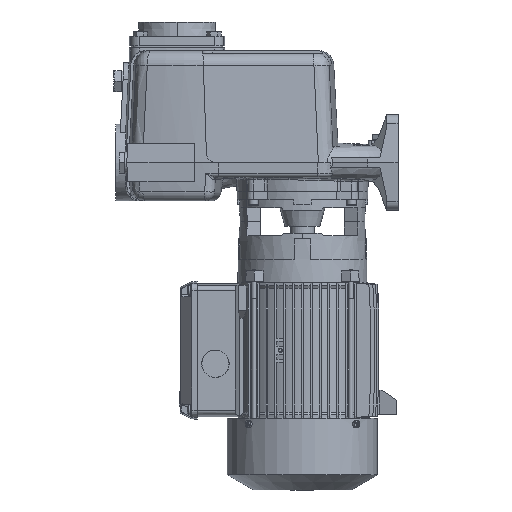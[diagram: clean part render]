
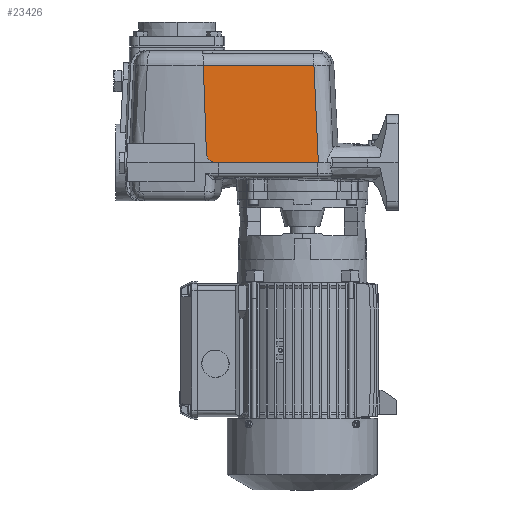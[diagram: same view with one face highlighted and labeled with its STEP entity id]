
A CAD part, left-side view. The second image highlights one B-rep face of the part: STEP entity #23426.
In plain terms, the highlighted planar face has unit normal (-0.999, 0, 0.052).
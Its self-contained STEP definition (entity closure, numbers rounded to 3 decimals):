
#821 = CARTESIAN_POINT ( 'NONE',  ( -92.971, 90.343, 0. ) ) ;
#3116 =( BOUNDED_CURVE ( )  B_SPLINE_CURVE ( 3, ( #100018, #34226, #24956, #821 ),
 .UNSPECIFIED., .F., .F. ) 
 B_SPLINE_CURVE_WITH_KNOTS ( ( 4, 4 ),
 ( 1.606, 3.142 ),
 .UNSPECIFIED. ) 
 CURVE ( )  GEOMETRIC_REPRESENTATION_ITEM ( )  RATIONAL_B_SPLINE_CURVE ( ( 1., 0.813, 0.813, 1. ) ) 
 REPRESENTATION_ITEM ( '' )  );
#8662 = VERTEX_POINT ( 'NONE', #75830 ) ;
#11673 = EDGE_CURVE ( 'NONE', #90660, #34977, #49117, .T. ) ;
#12295 = CARTESIAN_POINT ( 'NONE',  ( -92.971, -16.646, 0. ) ) ;
#12941 = LINE ( 'NONE', #96744, #54194 ) ;
#18619 = EDGE_CURVE ( 'NONE', #34977, #103228, #3116, .T. ) ;
#20317 = CARTESIAN_POINT ( 'NONE',  ( -92.971, -16.646, 0. ) ) ;
#21352 = ORIENTED_EDGE ( 'NONE', *, *, #23488, .T. ) ;
#23126 = ORIENTED_EDGE ( 'NONE', *, *, #56189, .T. ) ;
#23426 = ADVANCED_FACE ( 'NONE', ( #44186 ), #61685, .T. ) ;
#23488 = EDGE_CURVE ( 'NONE', #8662, #90660, #12941, .T. ) ;
#24956 = CARTESIAN_POINT ( 'NONE',  ( -92.971, 96.04, 0. ) ) ;
#26398 = CARTESIAN_POINT ( 'NONE',  ( -87.639, 103.551, 101.683 ) ) ;
#27722 = DIRECTION ( 'NONE',  ( 0., 1., 0. ) ) ;
#28276 = DIRECTION ( 'NONE',  ( -0.999, 0., 0.052 ) ) ;
#29144 = DIRECTION ( 'NONE',  ( 0., -1., 0. ) ) ;
#32559 =( BOUNDED_CURVE ( )  B_SPLINE_CURVE ( 3, ( #12295, #62130, #88441, #71979 ),
 .UNSPECIFIED., .F., .F. ) 
 B_SPLINE_CURVE_WITH_KNOTS ( ( 4, 4 ),
 ( 3.101, 3.101 ),
 .UNSPECIFIED. ) 
 CURVE ( )  GEOMETRIC_REPRESENTATION_ITEM ( )  RATIONAL_B_SPLINE_CURVE ( ( 1., 1., 1., 1. ) ) 
 REPRESENTATION_ITEM ( '' )  );
#33231 = CARTESIAN_POINT ( 'NONE',  ( -92.465, 100.337, 9.651 ) ) ;
#33690 = EDGE_CURVE ( 'NONE', #103228, #50564, #40093, .T. ) ;
#34226 = CARTESIAN_POINT ( 'NONE',  ( -92.763, 100.138, 3.957 ) ) ;
#34977 = VERTEX_POINT ( 'NONE', #33231 ) ;
#40093 = LINE ( 'NONE', #104253, #71005 ) ;
#42062 = ORIENTED_EDGE ( 'NONE', *, *, #18619, .T. ) ;
#44186 = FACE_OUTER_BOUND ( 'NONE', #106758, .T. ) ;
#44961 = CARTESIAN_POINT ( 'NONE',  ( -92.971, 90.343, 0. ) ) ;
#49117 = LINE ( 'NONE', #82523, #76010 ) ;
#50564 = VERTEX_POINT ( 'NONE', #20317 ) ;
#54194 = VECTOR ( 'NONE', #27722, 1000. ) ;
#56189 = EDGE_CURVE ( 'NONE', #50564, #8662, #32559, .T. ) ;
#57855 = DIRECTION ( 'NONE',  ( -0.052, -0.035, -0.998 ) ) ;
#58589 = ORIENTED_EDGE ( 'NONE', *, *, #11673, .T. ) ;
#61685 = PLANE ( 'NONE',  #69869 ) ;
#62130 = CARTESIAN_POINT ( 'NONE',  ( -91.185, -15.111, 34.048 ) ) ;
#69348 = CARTESIAN_POINT ( 'NONE',  ( -92.971, 100., -0.011 ) ) ;
#69869 = AXIS2_PLACEMENT_3D ( 'NONE', #69348, #28276, #95642 ) ;
#71005 = VECTOR ( 'NONE', #29144, 1000. ) ;
#71979 = CARTESIAN_POINT ( 'NONE',  ( -87.639, -12.04, 101.683 ) ) ;
#75830 = CARTESIAN_POINT ( 'NONE',  ( -87.639, -12.04, 101.683 ) ) ;
#76010 = VECTOR ( 'NONE', #57855, 1000. ) ;
#76804 = ORIENTED_EDGE ( 'NONE', *, *, #33690, .T. ) ;
#82523 = CARTESIAN_POINT ( 'NONE',  ( -92.971, 100., -0.011 ) ) ;
#88441 = CARTESIAN_POINT ( 'NONE',  ( -89.408, -13.575, 67.942 ) ) ;
#90660 = VERTEX_POINT ( 'NONE', #26398 ) ;
#95642 = DIRECTION ( 'NONE',  ( 0.052, 0., 0.999 ) ) ;
#96744 = CARTESIAN_POINT ( 'NONE',  ( -87.639, 100., 101.683 ) ) ;
#100018 = CARTESIAN_POINT ( 'NONE',  ( -92.465, 100.337, 9.651 ) ) ;
#103228 = VERTEX_POINT ( 'NONE', #44961 ) ;
#104253 = CARTESIAN_POINT ( 'NONE',  ( -92.971, -103.982, 0. ) ) ;
#106758 = EDGE_LOOP ( 'NONE', ( #58589, #42062, #76804, #23126, #21352 ) ) ;
